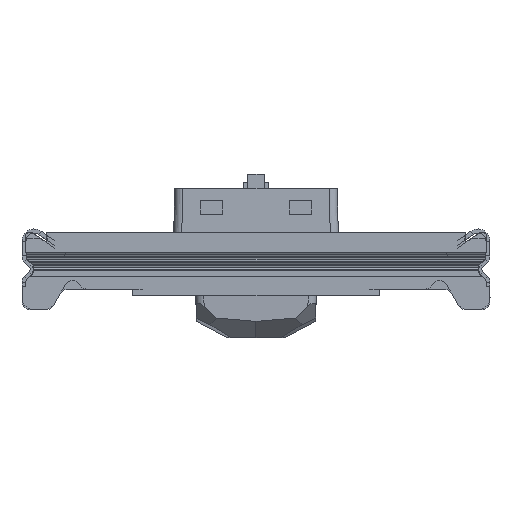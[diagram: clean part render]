
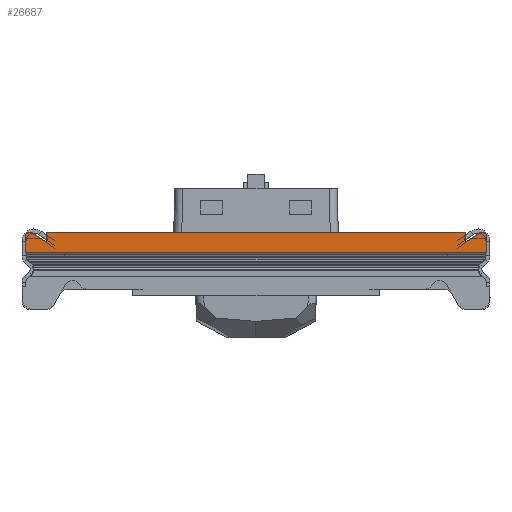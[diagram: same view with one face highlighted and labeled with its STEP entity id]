
A CAD part, front view. The second image highlights one B-rep face of the part: STEP entity #26687.
In plain terms, the highlighted planar face has unit normal (0, -1, 0).
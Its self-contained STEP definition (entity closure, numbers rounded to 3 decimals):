
#399=CIRCLE('',#28323,0.6);
#400=CIRCLE('',#28324,0.6);
#1496=FACE_OUTER_BOUND('',#2922,.T.);
#2922=EDGE_LOOP('',(#21410,#21411,#21412,#21413,#21414,#21415,#21416,#21417,
#21418,#21419));
#5505=LINE('',#44388,#8939);
#5528=LINE('',#44436,#8962);
#5540=LINE('',#44461,#8974);
#5548=LINE('',#44476,#8982);
#5568=LINE('',#44530,#9002);
#5569=LINE('',#44531,#9003);
#5570=LINE('',#44533,#9004);
#5571=LINE('',#44536,#9005);
#8939=VECTOR('',#32951,1.898);
#8962=VECTOR('',#32992,57.2);
#8974=VECTOR('',#33006,1.268);
#8982=VECTOR('',#33016,1.268);
#9002=VECTOR('',#33058,2.021);
#9003=VECTOR('',#33059,52.);
#9004=VECTOR('',#33060,2.021);
#9005=VECTOR('',#33063,1.898);
#12020=VERTEX_POINT('',#44385);
#12021=VERTEX_POINT('',#44387);
#12037=VERTEX_POINT('',#44435);
#12048=VERTEX_POINT('',#44458);
#12049=VERTEX_POINT('',#44460);
#12054=VERTEX_POINT('',#44473);
#12055=VERTEX_POINT('',#44475);
#12078=VERTEX_POINT('',#44528);
#12079=VERTEX_POINT('',#44532);
#12080=VERTEX_POINT('',#44534);
#15331=EDGE_CURVE('',#12021,#12020,#5505,.T.);
#15355=EDGE_CURVE('',#12037,#12021,#5528,.T.);
#15367=EDGE_CURVE('',#12049,#12048,#5540,.T.);
#15375=EDGE_CURVE('',#12054,#12055,#5548,.T.);
#15403=EDGE_CURVE('',#12078,#12020,#399,.T.);
#15404=EDGE_CURVE('',#12078,#12049,#5568,.T.);
#15405=EDGE_CURVE('',#12048,#12055,#5569,.T.);
#15406=EDGE_CURVE('',#12079,#12054,#5570,.T.);
#15407=EDGE_CURVE('',#12079,#12080,#400,.T.);
#15408=EDGE_CURVE('',#12037,#12080,#5571,.T.);
#21410=ORIENTED_EDGE('',*,*,#15355,.T.);
#21411=ORIENTED_EDGE('',*,*,#15331,.T.);
#21412=ORIENTED_EDGE('',*,*,#15403,.F.);
#21413=ORIENTED_EDGE('',*,*,#15404,.T.);
#21414=ORIENTED_EDGE('',*,*,#15367,.T.);
#21415=ORIENTED_EDGE('',*,*,#15405,.T.);
#21416=ORIENTED_EDGE('',*,*,#15375,.F.);
#21417=ORIENTED_EDGE('',*,*,#15406,.F.);
#21418=ORIENTED_EDGE('',*,*,#15407,.T.);
#21419=ORIENTED_EDGE('',*,*,#15408,.F.);
#25373=PLANE('',#28322);
#26687=ADVANCED_FACE('',(#1496),#25373,.T.);
#28322=AXIS2_PLACEMENT_3D('',#44527,#33054,#33055);
#28323=AXIS2_PLACEMENT_3D('',#44529,#33056,#33057);
#28324=AXIS2_PLACEMENT_3D('',#44535,#33061,#33062);
#32951=DIRECTION('',(0.,0.,1.));
#32992=DIRECTION('',(1.,0.,0.));
#33006=DIRECTION('',(0.,0.,1.));
#33016=DIRECTION('',(0.,0.,1.));
#33054=DIRECTION('center_axis',(0.,-1.,0.));
#33055=DIRECTION('ref_axis',(1.,0.,0.));
#33056=DIRECTION('center_axis',(0.,1.,0.));
#33057=DIRECTION('ref_axis',(-0.574,0.,0.819));
#33058=DIRECTION('',(-0.819,0.,-0.574));
#33059=DIRECTION('',(-1.,0.,0.));
#33060=DIRECTION('',(0.819,0.,-0.574));
#33061=DIRECTION('center_axis',(0.,-1.,0.));
#33062=DIRECTION('ref_axis',(0.574,0.,0.819));
#33063=DIRECTION('',(0.,0.,1.));
#44385=CARTESIAN_POINT('',(28.6,-140.65,9.));
#44387=CARTESIAN_POINT('',(28.6,-140.65,7.102));
#44388=CARTESIAN_POINT('',(28.6,-140.65,7.102));
#44435=CARTESIAN_POINT('',(-28.6,-140.65,7.102));
#44436=CARTESIAN_POINT('',(-28.6,-140.65,7.102));
#44458=CARTESIAN_POINT('',(26.,-140.65,9.6));
#44460=CARTESIAN_POINT('',(26.,-140.65,8.332));
#44461=CARTESIAN_POINT('',(26.,-140.65,8.332));
#44473=CARTESIAN_POINT('',(-26.,-140.65,8.332));
#44475=CARTESIAN_POINT('',(-26.,-140.65,9.6));
#44476=CARTESIAN_POINT('',(-26.,-140.65,8.332));
#44527=CARTESIAN_POINT('Origin',(0.,-140.65,0.4));
#44528=CARTESIAN_POINT('',(27.656,-140.65,9.491));
#44529=CARTESIAN_POINT('Origin',(28.,-140.65,9.));
#44530=CARTESIAN_POINT('',(27.656,-140.65,9.491));
#44531=CARTESIAN_POINT('',(26.,-140.65,9.6));
#44532=CARTESIAN_POINT('',(-27.656,-140.65,9.491));
#44533=CARTESIAN_POINT('',(-27.656,-140.65,9.491));
#44534=CARTESIAN_POINT('',(-28.6,-140.65,9.));
#44535=CARTESIAN_POINT('Origin',(-28.,-140.65,9.));
#44536=CARTESIAN_POINT('',(-28.6,-140.65,7.102));
